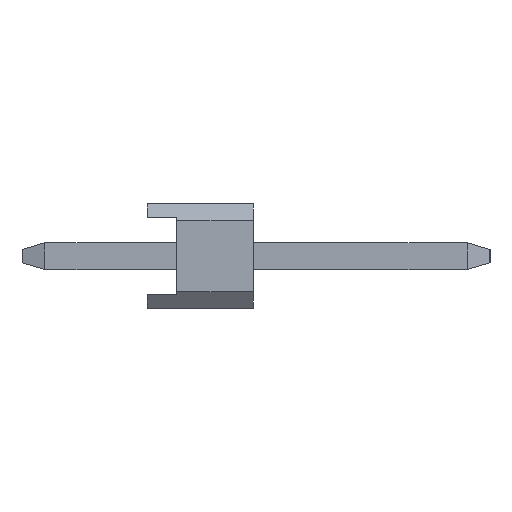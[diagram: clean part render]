
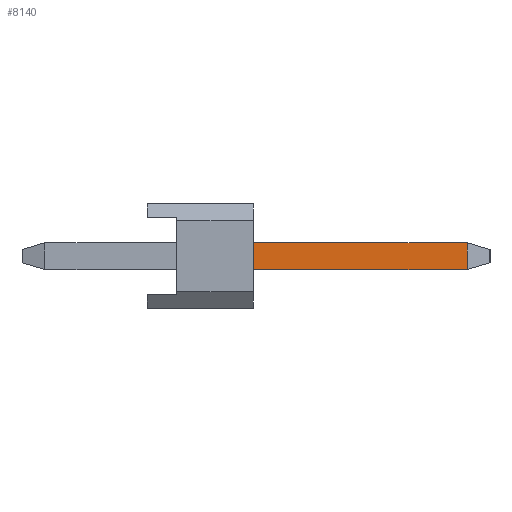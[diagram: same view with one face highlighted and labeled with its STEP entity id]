
A CAD part, left-side view. The second image highlights one B-rep face of the part: STEP entity #8140.
In plain terms, the highlighted planar face has unit normal (-1, 0, 0).
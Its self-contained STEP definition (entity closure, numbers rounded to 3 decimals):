
#5656=VERTEX_POINT('',#16457);
#5764=EDGE_CURVE('',#5656,#9150,#16576,.T.);
#7370=EDGE_CURVE('',#9674,#5656,#18332,.T.);
#7812=EDGE_CURVE('',#9150,#7926,#18819,.T.);
#7926=VERTEX_POINT('',#18945);
#8140=ADVANCED_FACE('',(#19179),#19180,.T.);
#9150=VERTEX_POINT('',#20330);
#9452=EDGE_CURVE('',#7926,#9674,#20657,.T.);
#9674=VERTEX_POINT('',#20899);
#16457=CARTESIAN_POINT('',(-43.5,-7.654,-0.32));
#16576=LINE('',#28636,#28637);
#18332=LINE('',#31212,#31213);
#18819=LINE('',#31929,#31930);
#18945=CARTESIAN_POINT('',(-43.5,-2.54,0.32));
#19179=FACE_OUTER_BOUND('',#32444,.T.);
#19180=PLANE('',#32445);
#20330=CARTESIAN_POINT('',(-43.5,-2.54,-0.32));
#20657=LINE('',#34567,#34568);
#20899=CARTESIAN_POINT('',(-43.5,-7.654,0.32));
#28636=CARTESIAN_POINT('',(-43.5,2.454,-0.32));
#28637=VECTOR('',#45630,1.0);
#31212=CARTESIAN_POINT('',(-43.5,-7.654,0.5));
#31213=VECTOR('',#47288,1.0);
#31929=CARTESIAN_POINT('',(-43.5,-2.54,0.252));
#31930=VECTOR('',#47779,1.0);
#32444=EDGE_LOOP('',(#48132,#48133,#48134,#48135));
#32445=AXIS2_PLACEMENT_3D('',#48136,#48137,#48138);
#34567=CARTESIAN_POINT('',(-43.5,-2.6,0.32));
#34568=VECTOR('',#49947,1.0);
#45630=DIRECTION('',(0.,1.0,0.));
#47288=DIRECTION('',(0.0,0.,-1.0));
#47779=DIRECTION('',(0.,0.,1.0));
#48132=ORIENTED_EDGE('',*,*,#7812,.F.);
#48133=ORIENTED_EDGE('',*,*,#5764,.F.);
#48134=ORIENTED_EDGE('',*,*,#7370,.F.);
#48135=ORIENTED_EDGE('',*,*,#9452,.F.);
#48136=CARTESIAN_POINT('',(-43.5,2.454,0.5));
#48137=DIRECTION('',(-1.0,0.,0.));
#48138=DIRECTION('',(0.,1.0,0.));
#49947=DIRECTION('',(0.,-1.0,0.));
